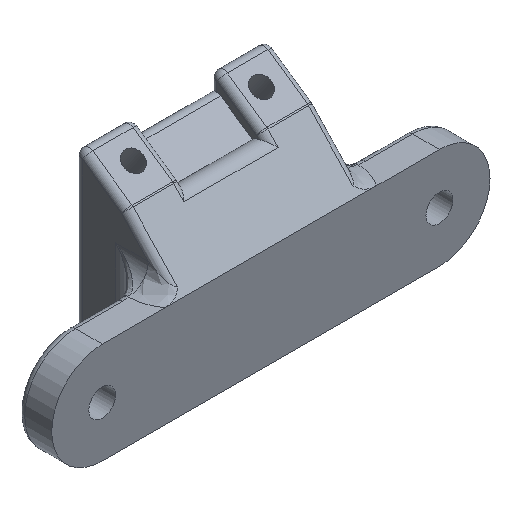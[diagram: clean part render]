
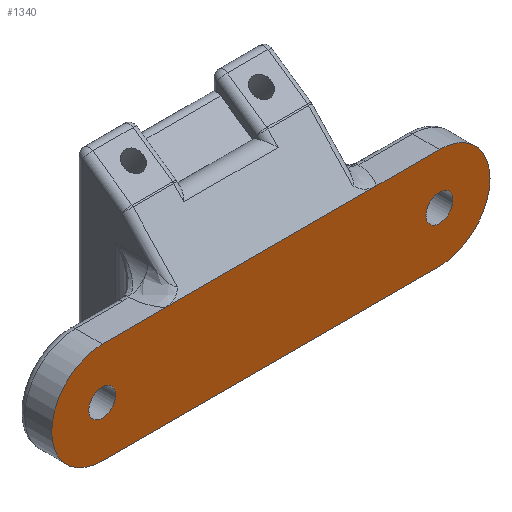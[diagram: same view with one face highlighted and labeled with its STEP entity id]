
A CAD part, isometric view. The second image highlights one B-rep face of the part: STEP entity #1340.
In plain terms, the highlighted planar face has unit normal (0, -1, 0).
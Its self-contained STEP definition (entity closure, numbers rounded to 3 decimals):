
#98=FACE_BOUND('',#348,.T.);
#99=FACE_BOUND('',#349,.T.);
#168=CIRCLE('',#1502,2.);
#169=CIRCLE('',#1504,2.);
#170=CIRCLE('',#1507,7.5);
#171=CIRCLE('',#1509,7.5);
#255=FACE_OUTER_BOUND('',#347,.T.);
#347=EDGE_LOOP('',(#1222,#1223,#1224,#1225,#1226,#1227));
#348=EDGE_LOOP('',(#1228));
#349=EDGE_LOOP('',(#1229));
#431=LINE('',#2526,#531);
#440=LINE('',#2569,#540);
#443=LINE('',#2576,#543);
#448=LINE('',#2590,#548);
#531=VECTOR('',#1822,10.);
#540=VECTOR('',#1889,10.);
#543=VECTOR('',#1898,10.);
#548=VECTOR('',#1913,10.);
#643=VERTEX_POINT('',#2461);
#647=VERTEX_POINT('',#2509);
#649=VERTEX_POINT('',#2524);
#655=VERTEX_POINT('',#2575);
#656=VERTEX_POINT('',#2579);
#657=VERTEX_POINT('',#2583);
#658=VERTEX_POINT('',#2587);
#659=VERTEX_POINT('',#2589);
#814=EDGE_CURVE('',#649,#647,#431,.T.);
#836=EDGE_CURVE('',#647,#643,#440,.T.);
#839=EDGE_CURVE('',#643,#655,#443,.T.);
#842=EDGE_CURVE('',#656,#656,#168,.T.);
#844=EDGE_CURVE('',#657,#657,#169,.T.);
#846=EDGE_CURVE('',#658,#659,#448,.T.);
#848=EDGE_CURVE('',#655,#658,#170,.T.);
#849=EDGE_CURVE('',#659,#649,#171,.T.);
#1222=ORIENTED_EDGE('',*,*,#849,.F.);
#1223=ORIENTED_EDGE('',*,*,#846,.F.);
#1224=ORIENTED_EDGE('',*,*,#848,.F.);
#1225=ORIENTED_EDGE('',*,*,#839,.F.);
#1226=ORIENTED_EDGE('',*,*,#836,.F.);
#1227=ORIENTED_EDGE('',*,*,#814,.F.);
#1228=ORIENTED_EDGE('',*,*,#844,.F.);
#1229=ORIENTED_EDGE('',*,*,#842,.F.);
#1256=PLANE('',#1510);
#1340=ADVANCED_FACE('',(#255,#98,#99),#1256,.F.);
#1502=AXIS2_PLACEMENT_3D('',#2581,#1903,#1904);
#1504=AXIS2_PLACEMENT_3D('',#2585,#1908,#1909);
#1507=AXIS2_PLACEMENT_3D('',#2593,#1917,#1918);
#1509=AXIS2_PLACEMENT_3D('',#2595,#1921,#1922);
#1510=AXIS2_PLACEMENT_3D('',#2596,#1923,#1924);
#1822=DIRECTION('',(1.,0.,0.));
#1889=DIRECTION('',(1.,0.,0.));
#1898=DIRECTION('',(1.,0.,0.));
#1903=DIRECTION('center_axis',(0.,-1.,0.));
#1904=DIRECTION('ref_axis',(1.,0.,0.));
#1908=DIRECTION('center_axis',(0.,-1.,0.));
#1909=DIRECTION('ref_axis',(1.,0.,0.));
#1913=DIRECTION('',(-1.,0.,0.));
#1917=DIRECTION('center_axis',(0.,1.,0.));
#1918=DIRECTION('ref_axis',(0.,0.,1.));
#1921=DIRECTION('center_axis',(0.,1.,0.));
#1922=DIRECTION('ref_axis',(0.,0.,-1.));
#1923=DIRECTION('center_axis',(0.,1.,0.));
#1924=DIRECTION('ref_axis',(1.,0.,0.));
#2461=CARTESIAN_POINT('',(40.586,0.,7.5));
#2509=CARTESIAN_POINT('',(9.414,0.,7.5));
#2524=CARTESIAN_POINT('',(0.,0.,7.5));
#2526=CARTESIAN_POINT('',(0.,0.,7.5));
#2569=CARTESIAN_POINT('',(0.,0.,7.5));
#2575=CARTESIAN_POINT('',(50.,0.,7.5));
#2576=CARTESIAN_POINT('',(0.,0.,7.5));
#2579=CARTESIAN_POINT('',(48.,0.,0.));
#2581=CARTESIAN_POINT('Origin',(50.,0.,0.));
#2583=CARTESIAN_POINT('',(-2.,0.,0.));
#2585=CARTESIAN_POINT('Origin',(0.,0.,0.));
#2587=CARTESIAN_POINT('',(50.,0.,-7.5));
#2589=CARTESIAN_POINT('',(0.,0.,-7.5));
#2590=CARTESIAN_POINT('',(50.,0.,-7.5));
#2593=CARTESIAN_POINT('Origin',(50.,0.,0.));
#2595=CARTESIAN_POINT('Origin',(0.,0.,0.));
#2596=CARTESIAN_POINT('Origin',(25.,0.,0.));
